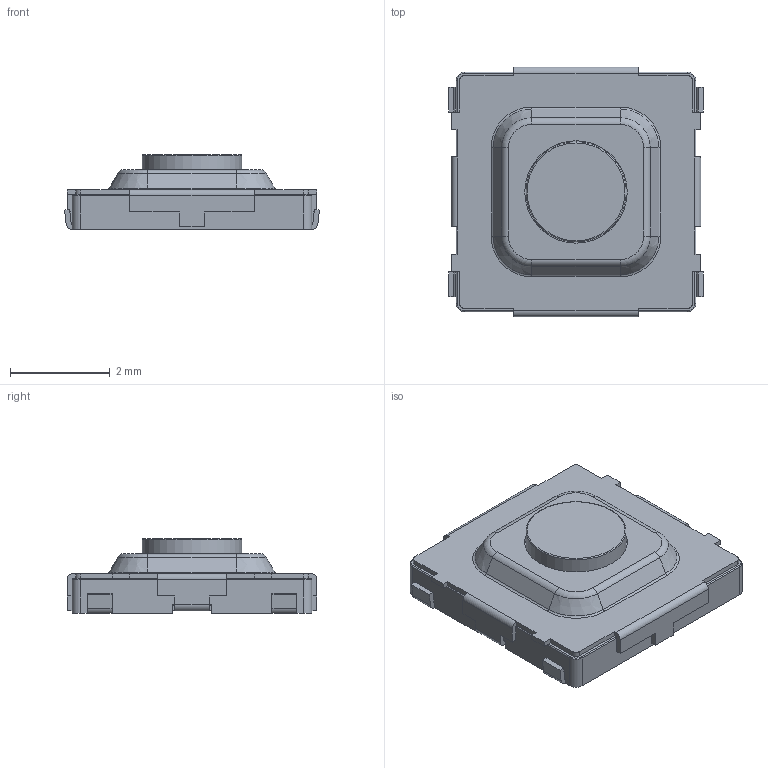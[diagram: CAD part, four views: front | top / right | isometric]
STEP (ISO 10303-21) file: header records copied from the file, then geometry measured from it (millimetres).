
FILE_DESCRIPTION( ( 'Unknown' ), '1' );
FILE_NAME( '4311x30158x6.stp', 'Unknown', ( 'Unknown' ), ( 'Unknown' ), 'XStep 1.0', 'Unknown', ' ' );
FILE_SCHEMA( ( 'automotive_design' ) );
Length unit declared in the file: millimetre
Products named in the file (7): Assem1; frame; cover; pins
Bounding box: 5.1 x 5 x 1.5 mm (x, y, z)
Surface area: 254.5 mm2
Topology: 12 solids, 12 shells, 456 faces, 1174 edges, 748 vertices
Faces by surface type: plane 286, cylinder 112, torus 42, cone 16
Full cylindrical faces by diameter (mm): 2 x2, 2.05 x2
Entity records: 7284 total; most frequent: DIRECTION 1202, CARTESIAN_POINT 1191, ORIENTED_EDGE 1166, EDGE_CURVE 583, LINE 434, VECTOR 434, AXIS2_PLACEMENT_3D 384, VERTEX_POINT 373
